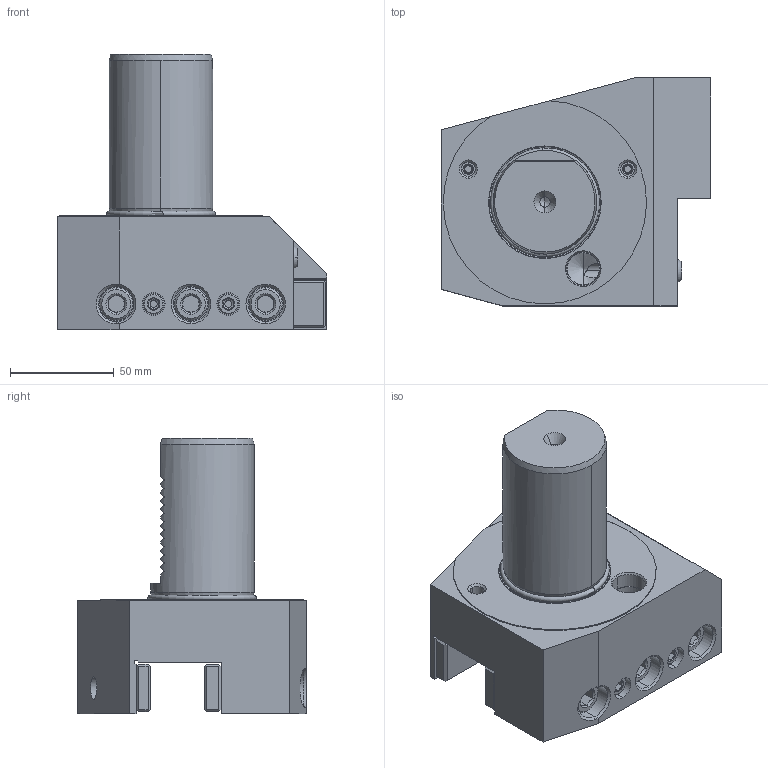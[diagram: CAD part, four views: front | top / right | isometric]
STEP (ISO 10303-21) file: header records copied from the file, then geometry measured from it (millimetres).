
FILE_DESCRIPTION((''),'2;1');
FILE_NAME('509_38_32','2020-09-17T',('101107'),(''),'CREO PARAMETRIC BY PTC INC, 2016260','CREO PARAMETRIC BY PTC INC, 2016260','');
FILE_SCHEMA(('CONFIG_CONTROL_DESIGN'));
Length unit declared in the file: millimetre
Products named in the file (1): 509_38_32
Bounding box: 130 x 110 x 133 mm (x, y, z)
Volume: 677042.2 mm3; surface area: 85668.8 mm2
Topology: 3 solids, 8 shells, 445 faces, 1067 edges, 664 vertices
Faces by surface type: plane 204, cone 117, cylinder 97, bspline 11, revolution 8, torus 6, sphere 2
Entity records: 16749 total; most frequent: CARTESIAN_POINT 6645, ORIENTED_EDGE 2118, DIRECTION 1995, EDGE_CURVE 1059, AXIS2_PLACEMENT_3D 742, VERTEX_POINT 664, VECTOR 503, LINE 503
